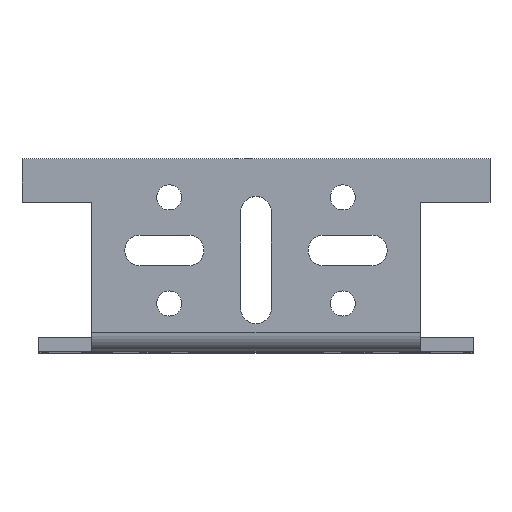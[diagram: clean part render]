
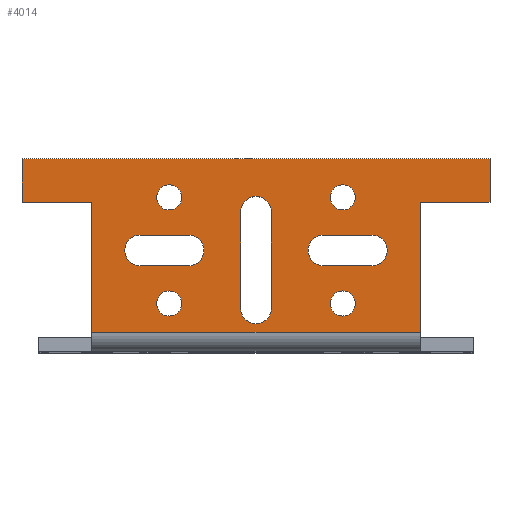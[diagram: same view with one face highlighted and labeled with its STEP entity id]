
A CAD part, top view. The second image highlights one B-rep face of the part: STEP entity #4014.
In plain terms, the highlighted planar face has unit normal (0, 0, 1).
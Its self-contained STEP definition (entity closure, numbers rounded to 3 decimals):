
#1032=DIRECTION('',(0.,1.,0.));
#1033=VECTOR('',#1032,13.5);
#1034=CARTESIAN_POINT('',(17.,2.,0.));
#1035=LINE('',#1034,#1033);
#1146=DIRECTION('',(0.,1.,0.));
#1147=VECTOR('',#1146,4.5);
#1148=CARTESIAN_POINT('',(24.25,15.5,0.));
#1149=LINE('',#1148,#1147);
#1154=CARTESIAN_POINT('',(0.,4.5,0.));
#1155=DIRECTION('',(0.,0.,-1.));
#1156=DIRECTION('',(1.,0.,0.));
#1157=AXIS2_PLACEMENT_3D('',#1154,#1155,#1156);
#1159=DIRECTION('',(0.,-1.,0.));
#1160=VECTOR('',#1159,10.);
#1161=CARTESIAN_POINT('',(1.6,14.5,0.));
#1162=LINE('',#1161,#1160);
#1163=CARTESIAN_POINT('',(0.,14.5,0.));
#1164=DIRECTION('',(0.,0.,-1.));
#1165=DIRECTION('',(-1.,0.,0.));
#1166=AXIS2_PLACEMENT_3D('',#1163,#1164,#1165);
#1168=DIRECTION('',(0.,1.,0.));
#1169=VECTOR('',#1168,10.);
#1170=CARTESIAN_POINT('',(-1.6,4.5,0.));
#1171=LINE('',#1170,#1169);
#1172=CARTESIAN_POINT('',(9.,16.,0.));
#1173=DIRECTION('',(0.,0.,-1.));
#1174=DIRECTION('',(-1.,0.,0.));
#1175=AXIS2_PLACEMENT_3D('',#1172,#1173,#1174);
#1177=CARTESIAN_POINT('',(9.,16.,0.));
#1178=DIRECTION('',(0.,0.,-1.));
#1179=DIRECTION('',(1.,0.,0.));
#1180=AXIS2_PLACEMENT_3D('',#1177,#1178,#1179);
#1182=CARTESIAN_POINT('',(9.,5.,0.));
#1183=DIRECTION('',(0.,0.,-1.));
#1184=DIRECTION('',(-1.,0.,0.));
#1185=AXIS2_PLACEMENT_3D('',#1182,#1183,#1184);
#1187=CARTESIAN_POINT('',(9.,5.,0.));
#1188=DIRECTION('',(0.,0.,-1.));
#1189=DIRECTION('',(1.,0.,0.));
#1190=AXIS2_PLACEMENT_3D('',#1187,#1188,#1189);
#1192=CARTESIAN_POINT('',(-9.,16.,0.));
#1193=DIRECTION('',(0.,0.,-1.));
#1194=DIRECTION('',(1.,0.,0.));
#1195=AXIS2_PLACEMENT_3D('',#1192,#1193,#1194);
#1197=CARTESIAN_POINT('',(-9.,16.,0.));
#1198=DIRECTION('',(0.,0.,-1.));
#1199=DIRECTION('',(-1.,0.,0.));
#1200=AXIS2_PLACEMENT_3D('',#1197,#1198,#1199);
#1202=CARTESIAN_POINT('',(-9.,5.,0.));
#1203=DIRECTION('',(0.,0.,-1.));
#1204=DIRECTION('',(1.,0.,0.));
#1205=AXIS2_PLACEMENT_3D('',#1202,#1203,#1204);
#1207=CARTESIAN_POINT('',(-9.,5.,0.));
#1208=DIRECTION('',(0.,0.,-1.));
#1209=DIRECTION('',(-1.,0.,0.));
#1210=AXIS2_PLACEMENT_3D('',#1207,#1208,#1209);
#1212=CARTESIAN_POINT('',(12.,10.5,0.));
#1213=DIRECTION('',(0.,0.,-1.));
#1214=DIRECTION('',(0.,1.,0.));
#1215=AXIS2_PLACEMENT_3D('',#1212,#1213,#1214);
#1217=DIRECTION('',(1.,0.,0.));
#1218=VECTOR('',#1217,5.);
#1219=CARTESIAN_POINT('',(7.,12.1,0.));
#1220=LINE('',#1219,#1218);
#1221=CARTESIAN_POINT('',(7.,10.5,0.));
#1222=DIRECTION('',(0.,0.,-1.));
#1223=DIRECTION('',(0.,-1.,0.));
#1224=AXIS2_PLACEMENT_3D('',#1221,#1222,#1223);
#1226=DIRECTION('',(-1.,0.,0.));
#1227=VECTOR('',#1226,5.);
#1228=CARTESIAN_POINT('',(12.,8.9,0.));
#1229=LINE('',#1228,#1227);
#1230=DIRECTION('',(-1.,0.,0.));
#1231=VECTOR('',#1230,5.);
#1232=CARTESIAN_POINT('',(-7.,8.9,0.));
#1233=LINE('',#1232,#1231);
#1234=CARTESIAN_POINT('',(-7.,10.5,0.));
#1235=DIRECTION('',(0.,0.,-1.));
#1236=DIRECTION('',(0.,1.,0.));
#1237=AXIS2_PLACEMENT_3D('',#1234,#1235,#1236);
#1239=DIRECTION('',(1.,0.,0.));
#1240=VECTOR('',#1239,5.);
#1241=CARTESIAN_POINT('',(-12.,12.1,0.));
#1242=LINE('',#1241,#1240);
#1243=CARTESIAN_POINT('',(-12.,10.5,0.));
#1244=DIRECTION('',(0.,0.,-1.));
#1245=DIRECTION('',(0.,-1.,0.));
#1246=AXIS2_PLACEMENT_3D('',#1243,#1244,#1245);
#1256=DIRECTION('',(-1.,0.,0.));
#1257=VECTOR('',#1256,48.5);
#1258=CARTESIAN_POINT('',(24.25,20.,0.));
#1259=LINE('',#1258,#1257);
#1268=DIRECTION('',(0.,-1.,0.));
#1269=VECTOR('',#1268,4.5);
#1270=CARTESIAN_POINT('',(-24.25,20.,0.));
#1271=LINE('',#1270,#1269);
#1276=DIRECTION('',(1.,0.,0.));
#1277=VECTOR('',#1276,7.25);
#1278=CARTESIAN_POINT('',(-24.25,15.5,0.));
#1279=LINE('',#1278,#1277);
#1314=DIRECTION('',(0.,-1.,0.));
#1315=VECTOR('',#1314,13.5);
#1316=CARTESIAN_POINT('',(-17.,15.5,0.));
#1317=LINE('',#1316,#1315);
#1322=DIRECTION('',(-1.,0.,0.));
#1323=VECTOR('',#1322,34.);
#1324=CARTESIAN_POINT('',(17.,2.,0.));
#1325=LINE('',#1324,#1323);
#1434=DIRECTION('',(1.,0.,0.));
#1435=VECTOR('',#1434,7.25);
#1436=CARTESIAN_POINT('',(17.,15.5,0.));
#1437=LINE('',#1436,#1435);
#2315=CARTESIAN_POINT('',(24.25,15.5,0.));
#2317=VERTEX_POINT('',#2315);
#2319=CARTESIAN_POINT('',(-24.25,15.5,0.));
#2321=VERTEX_POINT('',#2319);
#2323=CARTESIAN_POINT('',(-17.,2.,0.));
#2325=VERTEX_POINT('',#2323);
#2326=CARTESIAN_POINT('',(17.,2.,0.));
#2328=VERTEX_POINT('',#2326);
#2334=CARTESIAN_POINT('',(1.6,4.5,0.));
#2335=VERTEX_POINT('',#2334);
#2336=CARTESIAN_POINT('',(1.6,14.5,0.));
#2337=VERTEX_POINT('',#2336);
#2340=CARTESIAN_POINT('',(-1.6,14.5,0.));
#2341=VERTEX_POINT('',#2340);
#2344=CARTESIAN_POINT('',(-1.6,4.5,0.));
#2345=VERTEX_POINT('',#2344);
#2378=CARTESIAN_POINT('',(7.7,16.,0.));
#2379=CARTESIAN_POINT('',(10.3,16.,0.));
#2380=VERTEX_POINT('',#2378);
#2381=VERTEX_POINT('',#2379);
#2382=CARTESIAN_POINT('',(7.7,5.,0.));
#2383=CARTESIAN_POINT('',(10.3,5.,0.));
#2384=VERTEX_POINT('',#2382);
#2385=VERTEX_POINT('',#2383);
#2386=CARTESIAN_POINT('',(-7.7,16.,0.));
#2387=CARTESIAN_POINT('',(-10.3,16.,0.));
#2388=VERTEX_POINT('',#2386);
#2389=VERTEX_POINT('',#2387);
#2390=CARTESIAN_POINT('',(-7.7,5.,0.));
#2391=CARTESIAN_POINT('',(-10.3,5.,0.));
#2392=VERTEX_POINT('',#2390);
#2393=VERTEX_POINT('',#2391);
#2394=CARTESIAN_POINT('',(12.,12.1,0.));
#2395=CARTESIAN_POINT('',(12.,8.9,0.));
#2396=VERTEX_POINT('',#2394);
#2397=VERTEX_POINT('',#2395);
#2398=CARTESIAN_POINT('',(7.,8.9,0.));
#2399=VERTEX_POINT('',#2398);
#2400=CARTESIAN_POINT('',(7.,12.1,0.));
#2401=VERTEX_POINT('',#2400);
#2402=CARTESIAN_POINT('',(-7.,8.9,0.));
#2403=CARTESIAN_POINT('',(-12.,8.9,0.));
#2404=VERTEX_POINT('',#2402);
#2405=VERTEX_POINT('',#2403);
#2406=CARTESIAN_POINT('',(-12.,12.1,0.));
#2407=VERTEX_POINT('',#2406);
#2408=CARTESIAN_POINT('',(-7.,12.1,0.));
#2409=VERTEX_POINT('',#2408);
#2974=CARTESIAN_POINT('',(-17.,15.5,0.));
#2976=VERTEX_POINT('',#2974);
#2990=CARTESIAN_POINT('',(17.,15.5,0.));
#2992=VERTEX_POINT('',#2990);
#2995=CARTESIAN_POINT('',(24.25,20.,0.));
#2997=VERTEX_POINT('',#2995);
#2999=CARTESIAN_POINT('',(-24.25,20.,0.));
#3001=VERTEX_POINT('',#2999);
#3939=CARTESIAN_POINT('',(0.,0.,0.));
#3940=DIRECTION('',(0.,0.,1.));
#3941=DIRECTION('',(1.,0.,0.));
#3942=AXIS2_PLACEMENT_3D('',#3939,#3940,#3941);
#3943=PLANE('',#3942);
#3945=ORIENTED_EDGE('',*,*,#3944,.F.);
#3946=ORIENTED_EDGE('',*,*,#3929,.F.);
#3948=ORIENTED_EDGE('',*,*,#3947,.F.);
#3949=ORIENTED_EDGE('',*,*,#3825,.F.);
#3951=ORIENTED_EDGE('',*,*,#3950,.T.);
#3953=ORIENTED_EDGE('',*,*,#3952,.F.);
#3955=ORIENTED_EDGE('',*,*,#3954,.F.);
#3957=ORIENTED_EDGE('',*,*,#3956,.F.);
#3958=EDGE_LOOP('',(#3945,#3946,#3948,#3949,#3951,#3953,#3955,#3957));
#3959=FACE_OUTER_BOUND('',#3958,.F.);
#3961=ORIENTED_EDGE('',*,*,#3960,.F.);
#3963=ORIENTED_EDGE('',*,*,#3962,.F.);
#3965=ORIENTED_EDGE('',*,*,#3964,.F.);
#3967=ORIENTED_EDGE('',*,*,#3966,.F.);
#3968=EDGE_LOOP('',(#3961,#3963,#3965,#3967));
#3969=FACE_BOUND('',#3968,.F.);
#3971=ORIENTED_EDGE('',*,*,#3970,.F.);
#3973=ORIENTED_EDGE('',*,*,#3972,.F.);
#3974=EDGE_LOOP('',(#3971,#3973));
#3975=FACE_BOUND('',#3974,.F.);
#3977=ORIENTED_EDGE('',*,*,#3976,.F.);
#3979=ORIENTED_EDGE('',*,*,#3978,.F.);
#3980=EDGE_LOOP('',(#3977,#3979));
#3981=FACE_BOUND('',#3980,.F.);
#3983=ORIENTED_EDGE('',*,*,#3982,.F.);
#3985=ORIENTED_EDGE('',*,*,#3984,.F.);
#3986=EDGE_LOOP('',(#3983,#3985));
#3987=FACE_BOUND('',#3986,.F.);
#3989=ORIENTED_EDGE('',*,*,#3988,.F.);
#3991=ORIENTED_EDGE('',*,*,#3990,.F.);
#3992=EDGE_LOOP('',(#3989,#3991));
#3993=FACE_BOUND('',#3992,.F.);
#3995=ORIENTED_EDGE('',*,*,#3994,.F.);
#3997=ORIENTED_EDGE('',*,*,#3996,.F.);
#3999=ORIENTED_EDGE('',*,*,#3998,.F.);
#4001=ORIENTED_EDGE('',*,*,#4000,.F.);
#4002=EDGE_LOOP('',(#3995,#3997,#3999,#4001));
#4003=FACE_BOUND('',#4002,.F.);
#4005=ORIENTED_EDGE('',*,*,#4004,.F.);
#4007=ORIENTED_EDGE('',*,*,#4006,.F.);
#4009=ORIENTED_EDGE('',*,*,#4008,.F.);
#4011=ORIENTED_EDGE('',*,*,#4010,.F.);
#4012=EDGE_LOOP('',(#4005,#4007,#4009,#4011));
#4013=FACE_BOUND('',#4012,.F.);
#4014=ADVANCED_FACE('',(#3959,#3969,#3975,#3981,#3987,#3993,#4003,#4013),#3943,
.T.);
#1158=CIRCLE('',#1157,1.6);
#1167=CIRCLE('',#1166,1.6);
#1176=CIRCLE('',#1175,1.3);
#1181=CIRCLE('',#1180,1.3);
#1186=CIRCLE('',#1185,1.3);
#1191=CIRCLE('',#1190,1.3);
#1196=CIRCLE('',#1195,1.3);
#1201=CIRCLE('',#1200,1.3);
#1206=CIRCLE('',#1205,1.3);
#1211=CIRCLE('',#1210,1.3);
#1216=CIRCLE('',#1215,1.6);
#1225=CIRCLE('',#1224,1.6);
#1238=CIRCLE('',#1237,1.6);
#1247=CIRCLE('',#1246,1.6);
#3825=EDGE_CURVE('',#2328,#2992,#1035,.T.);
#3929=EDGE_CURVE('',#2317,#2997,#1149,.T.);
#3944=EDGE_CURVE('',#2997,#3001,#1259,.T.);
#3947=EDGE_CURVE('',#2992,#2317,#1437,.T.);
#3950=EDGE_CURVE('',#2328,#2325,#1325,.T.);
#3952=EDGE_CURVE('',#2976,#2325,#1317,.T.);
#3954=EDGE_CURVE('',#2321,#2976,#1279,.T.);
#3956=EDGE_CURVE('',#3001,#2321,#1271,.T.);
#3960=EDGE_CURVE('',#2335,#2345,#1158,.T.);
#3962=EDGE_CURVE('',#2337,#2335,#1162,.T.);
#3964=EDGE_CURVE('',#2341,#2337,#1167,.T.);
#3966=EDGE_CURVE('',#2345,#2341,#1171,.T.);
#3970=EDGE_CURVE('',#2380,#2381,#1176,.T.);
#3972=EDGE_CURVE('',#2381,#2380,#1181,.T.);
#3976=EDGE_CURVE('',#2384,#2385,#1186,.T.);
#3978=EDGE_CURVE('',#2385,#2384,#1191,.T.);
#3982=EDGE_CURVE('',#2388,#2389,#1196,.T.);
#3984=EDGE_CURVE('',#2389,#2388,#1201,.T.);
#3988=EDGE_CURVE('',#2392,#2393,#1206,.T.);
#3990=EDGE_CURVE('',#2393,#2392,#1211,.T.);
#3994=EDGE_CURVE('',#2396,#2397,#1216,.T.);
#3996=EDGE_CURVE('',#2401,#2396,#1220,.T.);
#3998=EDGE_CURVE('',#2399,#2401,#1225,.T.);
#4000=EDGE_CURVE('',#2397,#2399,#1229,.T.);
#4004=EDGE_CURVE('',#2404,#2405,#1233,.T.);
#4006=EDGE_CURVE('',#2409,#2404,#1238,.T.);
#4008=EDGE_CURVE('',#2407,#2409,#1242,.T.);
#4010=EDGE_CURVE('',#2405,#2407,#1247,.T.);
